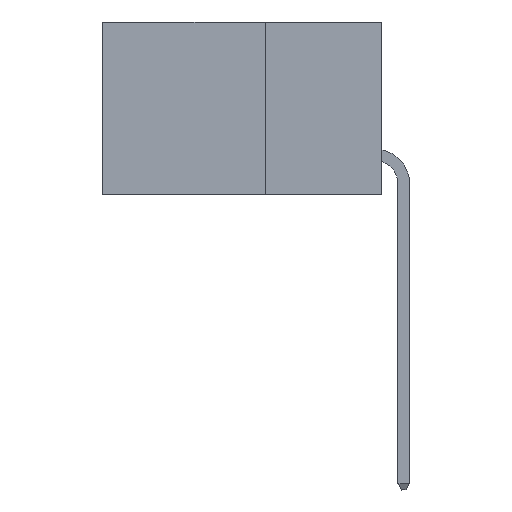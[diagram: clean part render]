
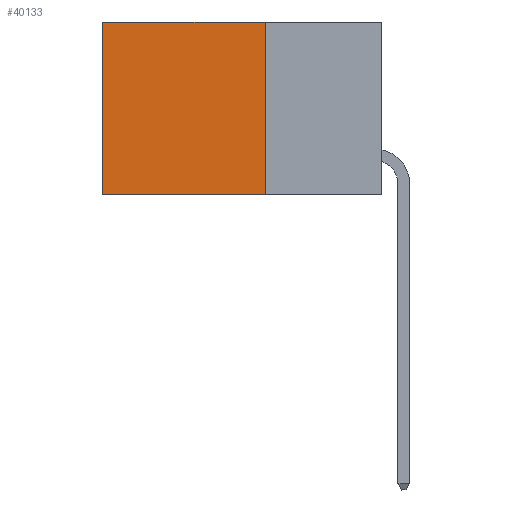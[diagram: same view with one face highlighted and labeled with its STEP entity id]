
A CAD part, left-side view. The second image highlights one B-rep face of the part: STEP entity #40133.
In plain terms, the highlighted planar face has unit normal (-1, 0, 0).
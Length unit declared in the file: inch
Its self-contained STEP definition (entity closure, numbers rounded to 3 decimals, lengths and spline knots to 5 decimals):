
#804 = CARTESIAN_POINT ( 'NONE',  ( 0.2875, 0.6, 0. ) ) ;
#3154 = VERTEX_POINT ( 'NONE', #23150 ) ;
#3168 = DIRECTION ( 'NONE',  ( 0., 0., -1. ) ) ;
#4430 = LINE ( 'NONE', #31111, #41339 ) ;
#4967 = LINE ( 'NONE', #10679, #19606 ) ;
#5591 = LINE ( 'NONE', #18284, #33310 ) ;
#6684 = VERTEX_POINT ( 'NONE', #20360 ) ;
#9083 = DIRECTION ( 'NONE',  ( 0., 0., -1. ) ) ;
#9137 = EDGE_CURVE ( 'NONE', #42674, #9437, #5591, .T. ) ;
#9437 = VERTEX_POINT ( 'NONE', #37528 ) ;
#10679 = CARTESIAN_POINT ( 'NONE',  ( 0.2875, 0.25, -0.37 ) ) ;
#14483 = DIRECTION ( 'NONE',  ( 0., 1., 0. ) ) ;
#16281 = CARTESIAN_POINT ( 'NONE',  ( 0.2875, 0.25, 0. ) ) ;
#18072 = DIRECTION ( 'NONE',  ( 0., 1., 0. ) ) ;
#18284 = CARTESIAN_POINT ( 'NONE',  ( 0.2875, 0.6, 0. ) ) ;
#19146 = VECTOR ( 'NONE', #29871, 39.37008 ) ;
#19453 = ORIENTED_EDGE ( 'NONE', *, *, #25721, .T. ) ;
#19519 = EDGE_CURVE ( 'NONE', #3154, #9437, #4967, .T. ) ;
#19606 = VECTOR ( 'NONE', #18072, 39.37008 ) ;
#20360 = CARTESIAN_POINT ( 'NONE',  ( 0.2875, 0.25, 0. ) ) ;
#20432 = EDGE_LOOP ( 'NONE', ( #35623, #42013, #35533, #19453 ) ) ;
#23150 = CARTESIAN_POINT ( 'NONE',  ( 0.2875, 0.25, -0.37 ) ) ;
#25721 = EDGE_CURVE ( 'NONE', #6684, #42674, #4430, .T. ) ;
#26369 = LINE ( 'NONE', #39295, #19146 ) ;
#29626 = DIRECTION ( 'NONE',  ( 1., 0., 0. ) ) ;
#29871 = DIRECTION ( 'NONE',  ( 0., 0., -1. ) ) ;
#30690 = AXIS2_PLACEMENT_3D ( 'NONE', #16281, #29626, #3168 ) ;
#31111 = CARTESIAN_POINT ( 'NONE',  ( 0.2875, 0.25, 0. ) ) ;
#32758 = EDGE_CURVE ( 'NONE', #6684, #3154, #26369, .T. ) ;
#33136 = PLANE ( 'NONE',  #30690 ) ;
#33310 = VECTOR ( 'NONE', #9083, 39.37008 ) ;
#35533 = ORIENTED_EDGE ( 'NONE', *, *, #32758, .F. ) ;
#35623 = ORIENTED_EDGE ( 'NONE', *, *, #9137, .T. ) ;
#36647 = FACE_OUTER_BOUND ( 'NONE', #20432, .T. ) ;
#37528 = CARTESIAN_POINT ( 'NONE',  ( 0.2875, 0.6, -0.37 ) ) ;
#39295 = CARTESIAN_POINT ( 'NONE',  ( 0.2875, 0.25, 0. ) ) ;
#40133 = ADVANCED_FACE ( 'NONE', ( #36647 ), #33136, .F. ) ;
#41339 = VECTOR ( 'NONE', #14483, 39.37008 ) ;
#42013 = ORIENTED_EDGE ( 'NONE', *, *, #19519, .F. ) ;
#42674 = VERTEX_POINT ( 'NONE', #804 ) ;
